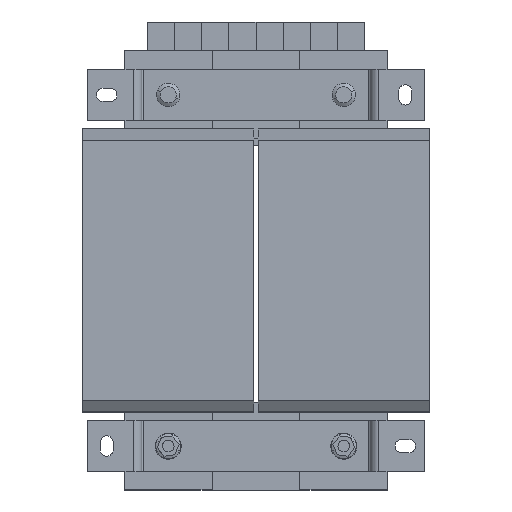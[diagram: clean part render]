
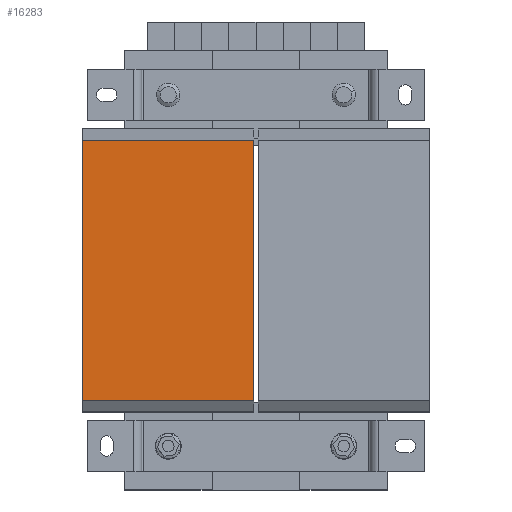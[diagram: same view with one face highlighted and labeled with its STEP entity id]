
A CAD part, front view. The second image highlights one B-rep face of the part: STEP entity #16283.
In plain terms, the highlighted planar face has unit normal (0, -1, 0).
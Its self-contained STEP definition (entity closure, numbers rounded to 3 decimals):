
#123 = ORIENTED_EDGE ( 'NONE', *, *, #11760, .T. ) ;
#181 = LINE ( 'NONE', #9133, #9562 ) ;
#490 = ORIENTED_EDGE ( 'NONE', *, *, #9678, .F. ) ;
#661 = CARTESIAN_POINT ( 'NONE',  ( -118.5, -66., 89. ) ) ;
#1404 = CARTESIAN_POINT ( 'NONE',  ( -118.5, -66., -89. ) ) ;
#2787 = EDGE_CURVE ( 'Defeature ausgef�hrt1_7+Defeature ausgef�hrt1_6+Defeature ausgef�hrt1_34+Defeature ausgef�hrt1_35', #12649, #5913, #12456, .T. ) ;
#3071 = CARTESIAN_POINT ( 'NONE',  ( -1.5, -66., -89. ) ) ;
#4074 = DIRECTION ( 'NONE',  ( 0., 0., 1. ) ) ;
#4732 = DIRECTION ( 'NONE',  ( 1., 0., 0. ) ) ;
#4896 = CARTESIAN_POINT ( 'NONE',  ( -118.5, -66., -89. ) ) ;
#5213 = DIRECTION ( 'NONE',  ( -1., 0., 0. ) ) ;
#5345 = AXIS2_PLACEMENT_3D ( 'NONE', #5396, #16179, #5213 ) ;
#5396 = CARTESIAN_POINT ( 'NONE',  ( -118.5, -66., -89. ) ) ;
#5913 = VERTEX_POINT ( 'NONE', #9380 ) ;
#7105 = VERTEX_POINT ( 'NONE', #10464 ) ;
#7603 = EDGE_CURVE ( 'Defeature ausgef�hrt1_6+Defeature ausgef�hrt1_33+Defeature ausgef�hrt1_34+Defeature ausgef�hrt1_35', #7105, #10366, #13290, .T. ) ;
#7890 = EDGE_LOOP ( 'NONE', ( #123, #12857, #490, #15552 ) ) ;
#8276 = VECTOR ( 'NONE', #4732, 1000. ) ;
#9133 = CARTESIAN_POINT ( 'NONE',  ( -1.5, -66., -89. ) ) ;
#9380 = CARTESIAN_POINT ( 'NONE',  ( -1.5, -66., 89. ) ) ;
#9562 = VECTOR ( 'NONE', #10482, 1000. ) ;
#9678 = EDGE_CURVE ( 'Defeature ausgef�hrt1_34+Defeature ausgef�hrt1_6+Defeature ausgef�hrt1_33+Defeature ausgef�hrt1_7', #7105, #12649, #13246, .T. ) ;
#10129 = FACE_OUTER_BOUND ( 'NONE', #7890, .T. ) ;
#10366 = VERTEX_POINT ( 'NONE', #3071 ) ;
#10464 = CARTESIAN_POINT ( 'NONE',  ( -118.5, -66., -89. ) ) ;
#10482 = DIRECTION ( 'NONE',  ( 0., 0., 1. ) ) ;
#11760 = EDGE_CURVE ( 'Defeature ausgef�hrt1_6+Defeature ausgef�hrt1_35+Defeature ausgef�hrt1_33+Defeature ausgef�hrt1_7', #10366, #5913, #181, .T. ) ;
#12116 = PLANE ( 'NONE',  #5345 ) ;
#12456 = LINE ( 'NONE', #661, #13955 ) ;
#12649 = VERTEX_POINT ( 'NONE', #12671 ) ;
#12671 = CARTESIAN_POINT ( 'NONE',  ( -118.5, -66., 89. ) ) ;
#12857 = ORIENTED_EDGE ( 'NONE', *, *, #2787, .F. ) ;
#13246 = LINE ( 'NONE', #1404, #16606 ) ;
#13290 = LINE ( 'NONE', #4896, #8276 ) ;
#13955 = VECTOR ( 'NONE', #16755, 1000. ) ;
#15552 = ORIENTED_EDGE ( 'NONE', *, *, #7603, .T. ) ;
#16179 = DIRECTION ( 'NONE',  ( 0., 1., 0. ) ) ;
#16283 = ADVANCED_FACE ( 'Defeature ausgef�hrt1_6', ( #10129 ), #12116, .F. ) ;
#16606 = VECTOR ( 'NONE', #4074, 1000. ) ;
#16755 = DIRECTION ( 'NONE',  ( 1., 0., 0. ) ) ;
